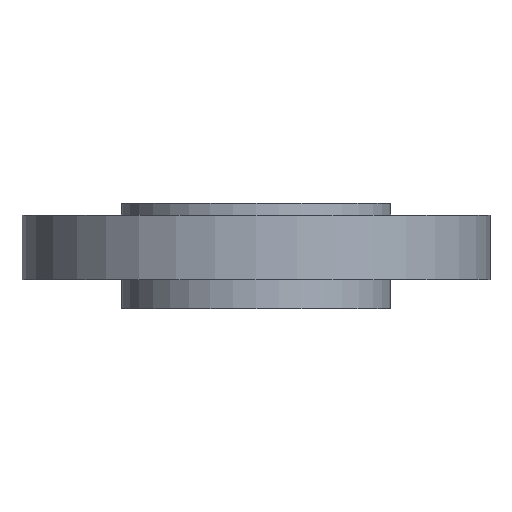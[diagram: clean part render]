
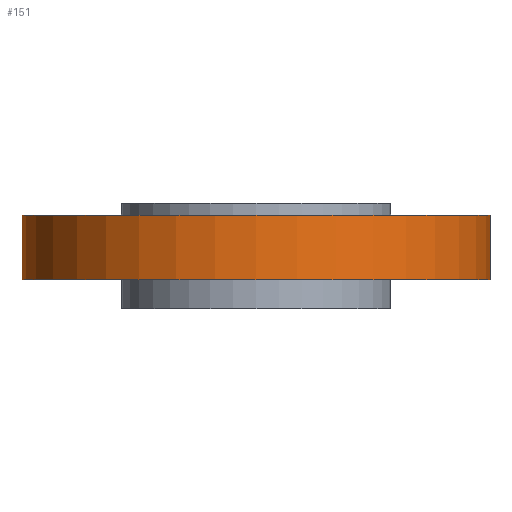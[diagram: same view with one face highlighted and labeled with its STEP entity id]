
A CAD part, front view. The second image highlights one B-rep face of the part: STEP entity #151.
In plain terms, the highlighted cylindrical face has radius 127 mm (diameter 254 mm), a partial arc.
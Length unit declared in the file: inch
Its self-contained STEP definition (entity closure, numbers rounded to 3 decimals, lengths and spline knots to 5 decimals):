
#51 = CARTESIAN_POINT ( 'NONE',  ( -5., 0., -15.77214 ) ) ;
#92 = VERTEX_POINT ( 'NONE', #579 ) ;
#111 = CARTESIAN_POINT ( 'NONE',  ( 0., 0., -1.63 ) ) ;
#114 = DIRECTION ( 'NONE',  ( 0., 0., 1. ) ) ;
#123 = CARTESIAN_POINT ( 'NONE',  ( 0., 0., -0.25 ) ) ;
#133 = CARTESIAN_POINT ( 'NONE',  ( 0., 0., -15.77214 ) ) ;
#150 = ORIENTED_EDGE ( 'NONE', *, *, #794, .F. ) ;
#151 = ADVANCED_FACE ( 'NONE', ( #815 ), #734, .T. ) ;
#208 = CIRCLE ( 'NONE', #970, 5. ) ;
#272 = VECTOR ( 'NONE', #732, 39.37008 ) ;
#311 = VERTEX_POINT ( 'NONE', #832 ) ;
#319 = ORIENTED_EDGE ( 'NONE', *, *, #776, .F. ) ;
#338 = DIRECTION ( 'NONE',  ( 0., 0., -1. ) ) ;
#359 = EDGE_CURVE ( 'NONE', #92, #786, #800, .T. ) ;
#364 = DIRECTION ( 'NONE',  ( 1., 0., 0. ) ) ;
#389 = DIRECTION ( 'NONE',  ( 0., 0., 1. ) ) ;
#392 = CARTESIAN_POINT ( 'NONE',  ( 5., 0., -15.77214 ) ) ;
#401 = CIRCLE ( 'NONE', #868, 5. ) ;
#413 = DIRECTION ( 'NONE',  ( 1., 0., 0. ) ) ;
#516 = EDGE_CURVE ( 'NONE', #92, #311, #401, .T. ) ;
#552 = ORIENTED_EDGE ( 'NONE', *, *, #359, .T. ) ;
#574 = DIRECTION ( 'NONE',  ( 0., 0., 1. ) ) ;
#576 = CARTESIAN_POINT ( 'NONE',  ( 5., 0., -0.25 ) ) ;
#579 = CARTESIAN_POINT ( 'NONE',  ( 5., 0., -1.63 ) ) ;
#598 = AXIS2_PLACEMENT_3D ( 'NONE', #133, #574, #364 ) ;
#623 = ORIENTED_EDGE ( 'NONE', *, *, #516, .F. ) ;
#681 = VECTOR ( 'NONE', #389, 39.37008 ) ;
#728 = LINE ( 'NONE', #51, #272 ) ;
#732 = DIRECTION ( 'NONE',  ( 0., 0., 1. ) ) ;
#734 = CYLINDRICAL_SURFACE ( 'NONE', #598, 5. ) ;
#776 = EDGE_CURVE ( 'NONE', #1003, #786, #208, .T. ) ;
#786 = VERTEX_POINT ( 'NONE', #576 ) ;
#794 = EDGE_CURVE ( 'NONE', #311, #1003, #728, .T. ) ;
#800 = LINE ( 'NONE', #392, #681 ) ;
#815 = FACE_OUTER_BOUND ( 'NONE', #844, .T. ) ;
#832 = CARTESIAN_POINT ( 'NONE',  ( -5., 0., -1.63 ) ) ;
#844 = EDGE_LOOP ( 'NONE', ( #150, #623, #552, #319 ) ) ;
#868 = AXIS2_PLACEMENT_3D ( 'NONE', #111, #338, #413 ) ;
#970 = AXIS2_PLACEMENT_3D ( 'NONE', #123, #114, #972 ) ;
#972 = DIRECTION ( 'NONE',  ( 1., 0., 0. ) ) ;
#988 = CARTESIAN_POINT ( 'NONE',  ( -5., 0., -0.25 ) ) ;
#1003 = VERTEX_POINT ( 'NONE', #988 ) ;
